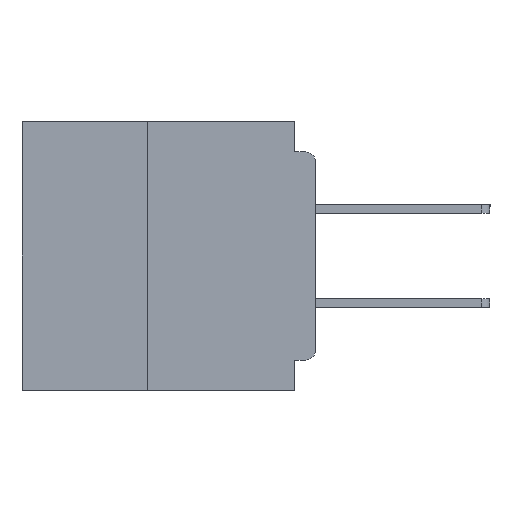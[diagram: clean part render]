
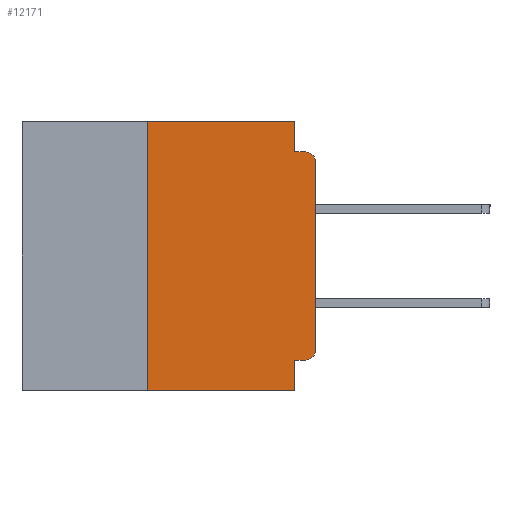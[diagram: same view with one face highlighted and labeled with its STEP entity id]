
A CAD part, left-side view. The second image highlights one B-rep face of the part: STEP entity #12171.
In plain terms, the highlighted planar face has unit normal (-1, 0, 0).
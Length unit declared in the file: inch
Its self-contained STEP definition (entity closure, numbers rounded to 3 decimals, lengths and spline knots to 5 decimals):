
#171 = DIRECTION ( 'NONE',  ( 0., -1., 0. ) ) ;
#621 = VERTEX_POINT ( 'NONE', #49049 ) ;
#703 = LINE ( 'NONE', #28772, #47573 ) ;
#834 = CARTESIAN_POINT ( 'NONE',  ( 0., 0.437, 0. ) ) ;
#1056 = LINE ( 'NONE', #27330, #47930 ) ;
#3230 = CARTESIAN_POINT ( 'NONE',  ( 0., 0.015, -0.355 ) ) ;
#3490 = ORIENTED_EDGE ( 'NONE', *, *, #30343, .F. ) ;
#6884 = CIRCLE ( 'NONE', #48588, 0.015 ) ;
#7142 = VERTEX_POINT ( 'NONE', #25546 ) ;
#7158 = CARTESIAN_POINT ( 'NONE',  ( 0., 0.015, -0.34 ) ) ;
#7436 = CARTESIAN_POINT ( 'NONE',  ( 0., 0.031, -0.045 ) ) ;
#7505 = CIRCLE ( 'NONE', #31276, 0.015 ) ;
#7593 = CARTESIAN_POINT ( 'NONE',  ( 0., 0.031, -0.4 ) ) ;
#7941 = EDGE_CURVE ( 'NONE', #17087, #9938, #55695, .T. ) ;
#8620 = CARTESIAN_POINT ( 'NONE',  ( 0., 0.031, 0. ) ) ;
#9108 = ORIENTED_EDGE ( 'NONE', *, *, #49778, .T. ) ;
#9299 = CARTESIAN_POINT ( 'NONE',  ( 0., 0.031, -0.355 ) ) ;
#9938 = VERTEX_POINT ( 'NONE', #7436 ) ;
#10137 = EDGE_CURVE ( 'NONE', #9938, #17238, #14146, .T. ) ;
#10255 = DIRECTION ( 'NONE',  ( 0., 1., 0. ) ) ;
#10564 = PLANE ( 'NONE',  #57725 ) ;
#10804 = LINE ( 'NONE', #17091, #45577 ) ;
#11705 = DIRECTION ( 'NONE',  ( 0., 0., -1. ) ) ;
#12171 = ADVANCED_FACE ( 'NONE', ( #45907 ), #10564, .F. ) ;
#13167 = DIRECTION ( 'NONE',  ( 0., 0., -1. ) ) ;
#13225 = EDGE_CURVE ( 'NONE', #32883, #7142, #1056, .T. ) ;
#13695 = ORIENTED_EDGE ( 'NONE', *, *, #47802, .F. ) ;
#14146 = LINE ( 'NONE', #40724, #47507 ) ;
#17087 = VERTEX_POINT ( 'NONE', #53020 ) ;
#17091 = CARTESIAN_POINT ( 'NONE',  ( 0., 0., 0. ) ) ;
#17238 = VERTEX_POINT ( 'NONE', #58717 ) ;
#19461 = VECTOR ( 'NONE', #13167, 39.37008 ) ;
#19853 = VERTEX_POINT ( 'NONE', #9299 ) ;
#21267 = DIRECTION ( 'NONE',  ( 0., 0., -1. ) ) ;
#21623 = LINE ( 'NONE', #7593, #32250 ) ;
#21764 = ORIENTED_EDGE ( 'NONE', *, *, #57406, .T. ) ;
#23019 = CARTESIAN_POINT ( 'NONE',  ( 0., 0.015, -0.06 ) ) ;
#23494 = DIRECTION ( 'NONE',  ( 0., -1., 0. ) ) ;
#23678 = VECTOR ( 'NONE', #23494, 39.37008 ) ;
#24462 = DIRECTION ( 'NONE',  ( 0., 0., -1. ) ) ;
#25546 = CARTESIAN_POINT ( 'NONE',  ( 0., 0.031, -0.4 ) ) ;
#26759 = ORIENTED_EDGE ( 'NONE', *, *, #7941, .F. ) ;
#27049 = DIRECTION ( 'NONE',  ( 0., -1., 0. ) ) ;
#27330 = CARTESIAN_POINT ( 'NONE',  ( 0., 0.437, -0.4 ) ) ;
#27563 = DIRECTION ( 'NONE',  ( 0., 0., -1. ) ) ;
#28772 = CARTESIAN_POINT ( 'NONE',  ( 0., 0.25, -0.4 ) ) ;
#29734 = ORIENTED_EDGE ( 'NONE', *, *, #32269, .T. ) ;
#30343 = EDGE_CURVE ( 'NONE', #32883, #621, #703, .T. ) ;
#31276 = AXIS2_PLACEMENT_3D ( 'NONE', #23019, #54769, #27563 ) ;
#31664 = CARTESIAN_POINT ( 'NONE',  ( 0., 0., -0.06 ) ) ;
#32250 = VECTOR ( 'NONE', #21267, 39.37008 ) ;
#32269 = EDGE_CURVE ( 'NONE', #37285, #37912, #6884, .T. ) ;
#32883 = VERTEX_POINT ( 'NONE', #39002 ) ;
#33477 = EDGE_LOOP ( 'NONE', ( #9108, #21764, #36048, #26759, #38288, #3490, #50672, #13695, #54888, #29734 ) ) ;
#34684 = CARTESIAN_POINT ( 'NONE',  ( 0., 0., -0.34 ) ) ;
#35305 = DIRECTION ( 'NONE',  ( 0., 0., 1. ) ) ;
#36048 = ORIENTED_EDGE ( 'NONE', *, *, #10137, .F. ) ;
#37285 = VERTEX_POINT ( 'NONE', #3230 ) ;
#37912 = VERTEX_POINT ( 'NONE', #34684 ) ;
#38288 = ORIENTED_EDGE ( 'NONE', *, *, #56822, .F. ) ;
#38328 = LINE ( 'NONE', #41962, #50421 ) ;
#38879 = DIRECTION ( 'NONE',  ( -1., 0., 0. ) ) ;
#39002 = CARTESIAN_POINT ( 'NONE',  ( 0., 0.25, -0.4 ) ) ;
#40724 = CARTESIAN_POINT ( 'NONE',  ( 0., 0., -0.045 ) ) ;
#41962 = CARTESIAN_POINT ( 'NONE',  ( 0., 0., -0.355 ) ) ;
#42437 = DIRECTION ( 'NONE',  ( 0., 0., 1. ) ) ;
#42476 = CARTESIAN_POINT ( 'NONE',  ( 0., 0.437, 0. ) ) ;
#42628 = EDGE_CURVE ( 'NONE', #37285, #19853, #38328, .T. ) ;
#45577 = VECTOR ( 'NONE', #35305, 39.37008 ) ;
#45907 = FACE_OUTER_BOUND ( 'NONE', #33477, .T. ) ;
#47507 = VECTOR ( 'NONE', #27049, 39.37008 ) ;
#47573 = VECTOR ( 'NONE', #42437, 39.37008 ) ;
#47802 = EDGE_CURVE ( 'NONE', #19853, #7142, #21623, .T. ) ;
#47930 = VECTOR ( 'NONE', #171, 39.37008 ) ;
#48588 = AXIS2_PLACEMENT_3D ( 'NONE', #7158, #38879, #11705 ) ;
#48644 = VERTEX_POINT ( 'NONE', #31664 ) ;
#49049 = CARTESIAN_POINT ( 'NONE',  ( 0., 0.25, 0. ) ) ;
#49778 = EDGE_CURVE ( 'NONE', #37912, #48644, #10804, .T. ) ;
#50421 = VECTOR ( 'NONE', #10255, 39.37008 ) ;
#50672 = ORIENTED_EDGE ( 'NONE', *, *, #13225, .T. ) ;
#51640 = DIRECTION ( 'NONE',  ( 1., 0., 0. ) ) ;
#53020 = CARTESIAN_POINT ( 'NONE',  ( 0., 0.031, 0. ) ) ;
#54769 = DIRECTION ( 'NONE',  ( -1., 0., 0. ) ) ;
#54888 = ORIENTED_EDGE ( 'NONE', *, *, #42628, .F. ) ;
#55695 = LINE ( 'NONE', #8620, #19461 ) ;
#56822 = EDGE_CURVE ( 'NONE', #621, #17087, #58454, .T. ) ;
#57406 = EDGE_CURVE ( 'NONE', #48644, #17238, #7505, .T. ) ;
#57725 = AXIS2_PLACEMENT_3D ( 'NONE', #42476, #51640, #24462 ) ;
#58454 = LINE ( 'NONE', #834, #23678 ) ;
#58717 = CARTESIAN_POINT ( 'NONE',  ( 0., 0.015, -0.045 ) ) ;
